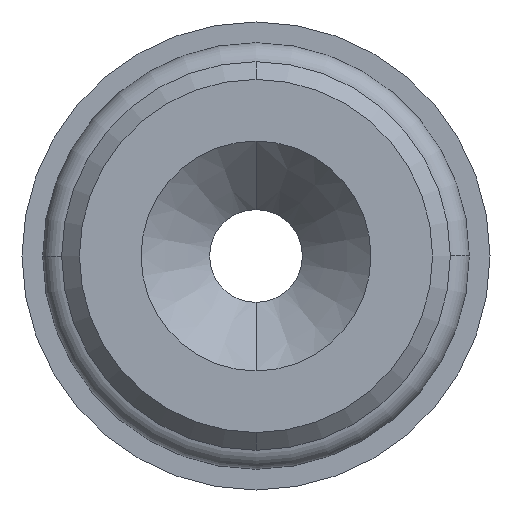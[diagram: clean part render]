
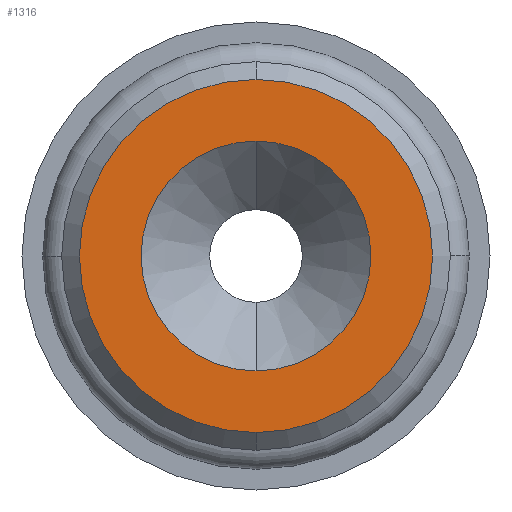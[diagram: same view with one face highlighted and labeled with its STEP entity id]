
A CAD part, front view. The second image highlights one B-rep face of the part: STEP entity #1316.
In plain terms, the highlighted planar face has unit normal (0, -1, 0).
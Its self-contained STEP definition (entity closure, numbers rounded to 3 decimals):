
#29 = CARTESIAN_POINT ( 'NONE',  ( 0., -9.85, 4.85 ) ) ;
#67 = DIRECTION ( 'NONE',  ( 0., -1., 0. ) ) ;
#193 = EDGE_CURVE ( 'NONE', #1572, #913, #879, .T. ) ;
#200 = CARTESIAN_POINT ( 'NONE',  ( 0., -9.85, 0. ) ) ;
#203 = AXIS2_PLACEMENT_3D ( 'NONE', #964, #67, #1116 ) ;
#255 = CIRCLE ( 'NONE', #1307, 4.85 ) ;
#304 = EDGE_CURVE ( 'NONE', #548, #1115, #1538, .T. ) ;
#349 = DIRECTION ( 'NONE',  ( 0., 0., -1. ) ) ;
#437 = CARTESIAN_POINT ( 'NONE',  ( 0., -9.85, 0. ) ) ;
#460 = EDGE_LOOP ( 'NONE', ( #597, #1181 ) ) ;
#466 = EDGE_CURVE ( 'NONE', #1115, #548, #255, .T. ) ;
#531 = DIRECTION ( 'NONE',  ( 0., -1., 0. ) ) ;
#548 = VERTEX_POINT ( 'NONE', #29 ) ;
#597 = ORIENTED_EDGE ( 'NONE', *, *, #1371, .T. ) ;
#668 = CARTESIAN_POINT ( 'NONE',  ( 0., -9.85, -4.85 ) ) ;
#779 = FACE_OUTER_BOUND ( 'NONE', #460, .T. ) ;
#848 = PLANE ( 'NONE',  #1185 ) ;
#879 = CIRCLE ( 'NONE', #1232, 7.45 ) ;
#913 = VERTEX_POINT ( 'NONE', #1195 ) ;
#928 = ORIENTED_EDGE ( 'NONE', *, *, #466, .F. ) ;
#964 = CARTESIAN_POINT ( 'NONE',  ( 0., -9.85, 0. ) ) ;
#974 = CARTESIAN_POINT ( 'NONE',  ( 0., -9.85, -7.45 ) ) ;
#1070 = AXIS2_PLACEMENT_3D ( 'NONE', #437, #1479, #1698 ) ;
#1115 = VERTEX_POINT ( 'NONE', #668 ) ;
#1116 = DIRECTION ( 'NONE',  ( 0., 0., -1. ) ) ;
#1181 = ORIENTED_EDGE ( 'NONE', *, *, #193, .T. ) ;
#1185 = AXIS2_PLACEMENT_3D ( 'NONE', #1608, #1295, #1905 ) ;
#1195 = CARTESIAN_POINT ( 'NONE',  ( 0., -9.85, 7.45 ) ) ;
#1232 = AXIS2_PLACEMENT_3D ( 'NONE', #200, #1236, #349 ) ;
#1236 = DIRECTION ( 'NONE',  ( 0., -1., 0. ) ) ;
#1295 = DIRECTION ( 'NONE',  ( 0., -1., 0. ) ) ;
#1307 = AXIS2_PLACEMENT_3D ( 'NONE', #1428, #531, #1583 ) ;
#1316 = ADVANCED_FACE ( 'NONE', ( #1839, #779 ), #848, .T. ) ;
#1355 = CIRCLE ( 'NONE', #1070, 7.45 ) ;
#1371 = EDGE_CURVE ( 'NONE', #913, #1572, #1355, .T. ) ;
#1428 = CARTESIAN_POINT ( 'NONE',  ( 0., -9.85, 0. ) ) ;
#1479 = DIRECTION ( 'NONE',  ( 0., -1., 0. ) ) ;
#1538 = CIRCLE ( 'NONE', #203, 4.85 ) ;
#1572 = VERTEX_POINT ( 'NONE', #974 ) ;
#1583 = DIRECTION ( 'NONE',  ( 0., 0., -1. ) ) ;
#1608 = CARTESIAN_POINT ( 'NONE',  ( 0., -9.85, 0. ) ) ;
#1698 = DIRECTION ( 'NONE',  ( 0., 0., -1. ) ) ;
#1737 = EDGE_LOOP ( 'NONE', ( #928, #1893 ) ) ;
#1839 = FACE_BOUND ( 'NONE', #1737, .T. ) ;
#1893 = ORIENTED_EDGE ( 'NONE', *, *, #304, .F. ) ;
#1905 = DIRECTION ( 'NONE',  ( 0., 0., -1. ) ) ;
